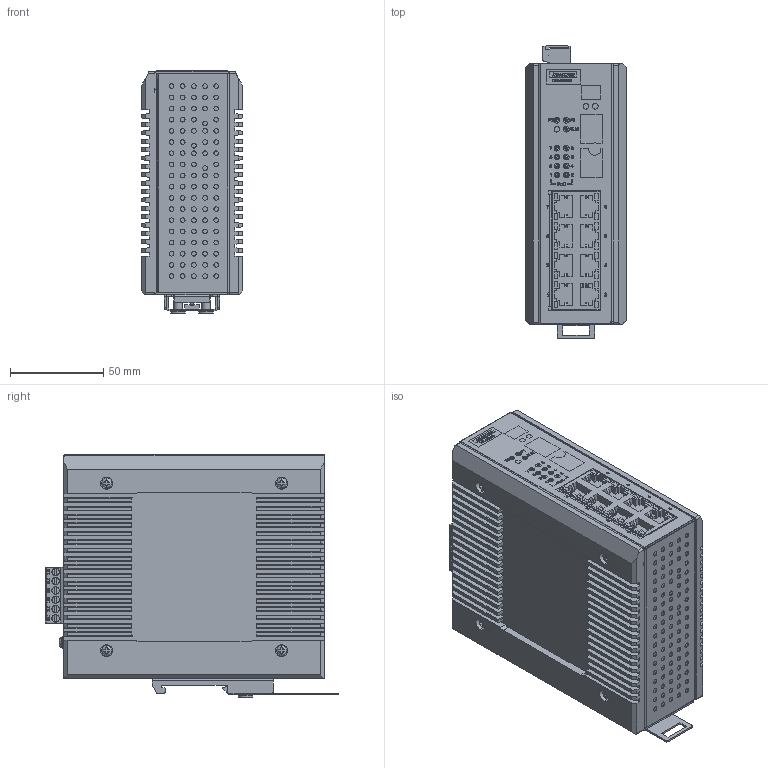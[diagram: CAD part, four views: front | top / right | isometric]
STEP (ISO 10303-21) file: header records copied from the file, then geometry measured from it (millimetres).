
FILE_DESCRIPTION (( 'STEP AP214' ), '1' );
FILE_NAME ('EKI-2708G-PI.STEP', '2024-04-22T01:56:36', ( '' ), ( '' ), 'SwSTEP 2.0', 'SolidWorks 2022', '' );
FILE_SCHEMA (( 'AUTOMOTIVE_DESIGN' ));
Length unit declared in the file: millimetre
Products named in the file (1): EKI-2708G-PI
Bounding box: 54 x 157.7 x 130.91 mm (x, y, z)
Volume: 832983.1 mm3; surface area: 135349.5 mm2
Topology: 1 solids, 30 shells, 3725 faces, 9854 edges, 6473 vertices
Faces by surface type: plane 2314, cylinder 804, bspline 499, cone 50, torus 46, sphere 12
Entity records: 149003 total; most frequent: CARTESIAN_POINT 34172, ORIENTED_EDGE 19636, DIRECTION 16623, EDGE_CURVE 9818, LINE 6863, VECTOR 6863, VERTEX_POINT 6449, AXIS2_PLACEMENT_3D 4880
